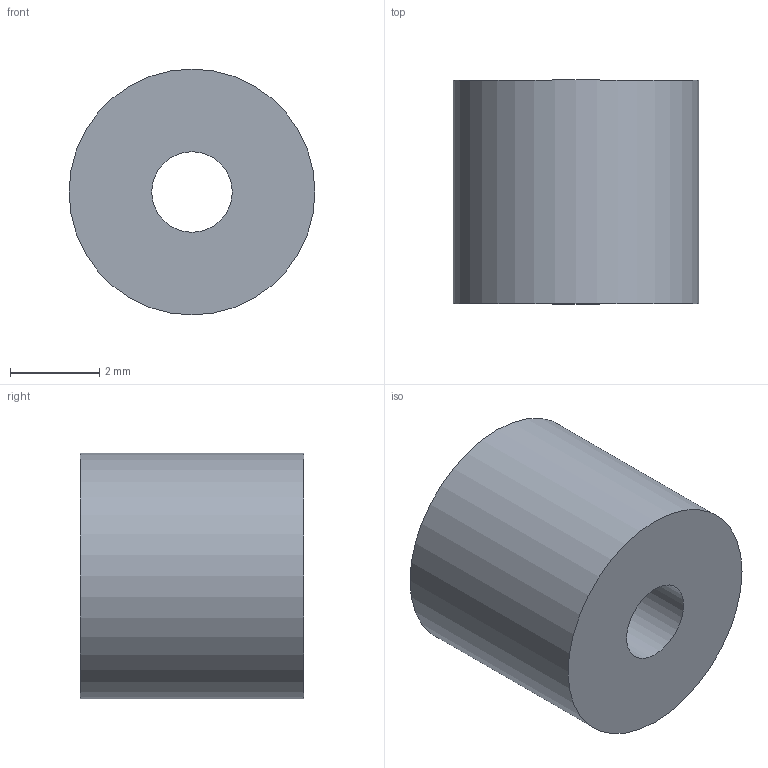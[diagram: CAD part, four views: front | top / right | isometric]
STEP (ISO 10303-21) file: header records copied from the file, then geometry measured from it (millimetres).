
FILE_DESCRIPTION(/* description */ (''),/* implementation_level */ '2;1');
FILE_NAME(/* name */ 'Cercamic_bush_F.stp',/* time_stamp */ '2020-04-09T16:35:58+02:00',/* author */ ('antonio.gurciullo'),/* organization */ (''),/* preprocessor_version */ 'ST-DEVELOPER v18',/* originating_system */ 'Autodesk Inventor 2020',/* authorisation */ '');
FILE_SCHEMA (('AUTOMOTIVE_DESIGN { 1 0 10303 214 3 1 1 }'));
Length unit declared in the file: millimetre
Products named in the file (1): Cercamic_bush_F
Bounding box: 5.5 x 5 x 5.5 mm (x, y, z)
Volume: 83.9 mm3; surface area: 173.2 mm2
Topology: 1 solids, 1 shells, 6 faces, 14 edges, 11 vertices
Faces by surface type: cylinder 3, plane 3
Full cylindrical faces by diameter (mm): 1.8 x1, 3.7 x1, 5.5 x1
Entity records: 234 total; most frequent: DIRECTION 39, CARTESIAN_POINT 32, ORIENTED_EDGE 28, AXIS2_PLACEMENT_3D 18, EDGE_CURVE 14, CIRCLE 11, VERTEX_POINT 11, EDGE_LOOP 9
